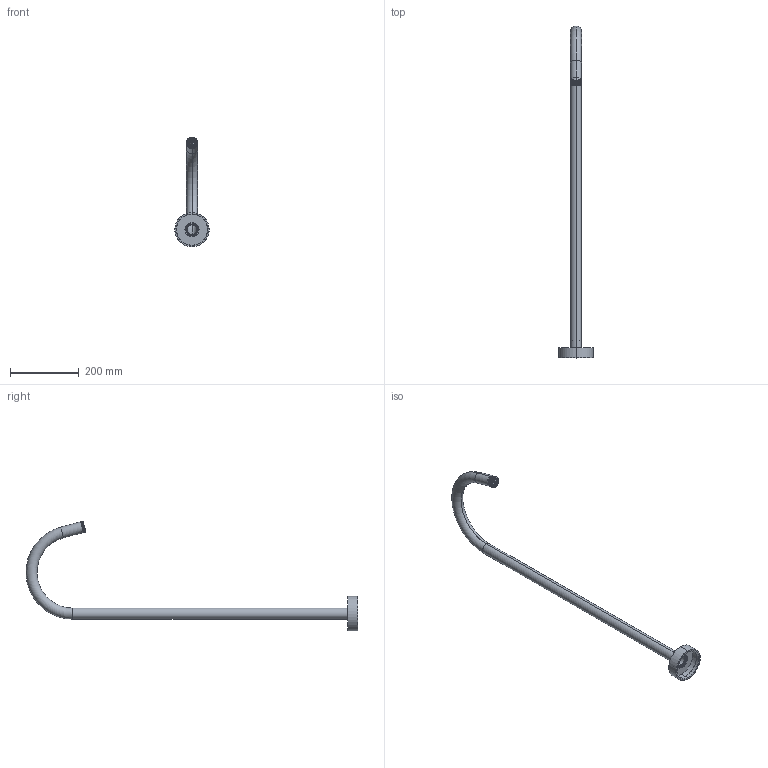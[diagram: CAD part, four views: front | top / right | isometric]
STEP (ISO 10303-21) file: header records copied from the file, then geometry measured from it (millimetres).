
FILE_DESCRIPTION (( 'STEP AP203' ), '1' );
FILE_NAME ('412-7400 Milli Etch Floor Mounted Bath Outlet.STEP', '2024-10-16T23:33:26', ( '' ), ( '' ), 'SwSTEP 2.0', 'SolidWorks 2021', '' );
FILE_SCHEMA (( 'CONFIG_CONTROL_DESIGN' ));
Products named in the file (1): 412-7400 Milli Etch Floor Mounted Bath Outlet
Bounding box: 100 x 964.85 x 318.8 mm (x, y, z)
Volume: 251561.5 mm3; surface area: 271479.5 mm2
Topology: 4 solids, 4 shells, 5654 faces, 12011 edges, 6398 vertices
Faces by surface type: plane 2392, cone 1938, cylinder 1192, bspline 110, torus 22
Entity records: 154354 total; most frequent: CARTESIAN_POINT 42586, ORIENTED_EDGE 24022, DIRECTION 21839, EDGE_CURVE 12011, AXIS2_PLACEMENT_3D 9023, VERTEX_POINT 6398, EDGE_LOOP 5719, ADVANCED_FACE 5654
